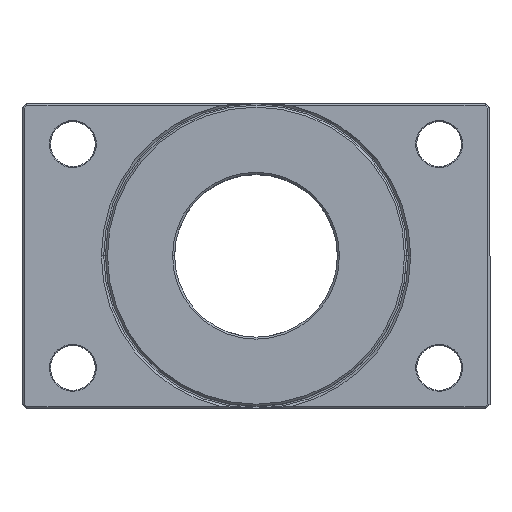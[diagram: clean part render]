
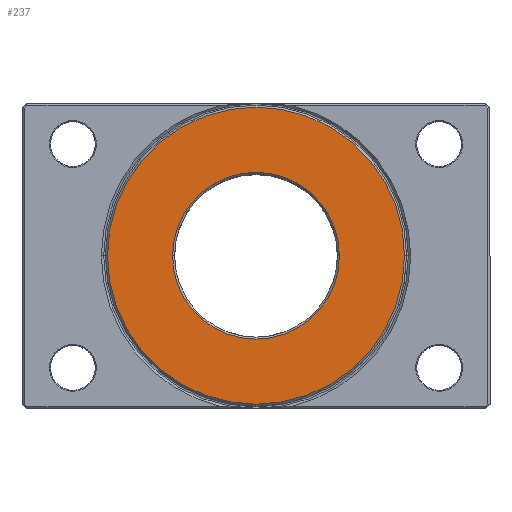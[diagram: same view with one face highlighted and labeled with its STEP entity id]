
A CAD part, top view. The second image highlights one B-rep face of the part: STEP entity #237.
In plain terms, the highlighted planar face has unit normal (0, 0, 1).
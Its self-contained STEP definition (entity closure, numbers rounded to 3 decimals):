
#66 = CIRCLE ( 'NONE', #751, 73. ) ;
#101 = DIRECTION ( 'NONE',  ( 1., 0., 0. ) ) ;
#126 = DIRECTION ( 'NONE',  ( 0., 0., -1. ) ) ;
#205 = PLANE ( 'NONE',  #1384 ) ;
#217 = CARTESIAN_POINT ( 'NONE',  ( 0., 0., 100. ) ) ;
#232 = DIRECTION ( 'NONE',  ( 0., 0., 1. ) ) ;
#237 = ADVANCED_FACE ( 'NONE', ( #400, #2119 ), #205, .T. ) ;
#255 = CARTESIAN_POINT ( 'NONE',  ( 0., 0., 100. ) ) ;
#400 = FACE_BOUND ( 'NONE', #1680, .T. ) ;
#492 = EDGE_CURVE ( 'NONE', #727, #552, #1559, .T. ) ;
#496 = ORIENTED_EDGE ( 'NONE', *, *, #716, .T. ) ;
#552 = VERTEX_POINT ( 'NONE', #1628 ) ;
#554 = CARTESIAN_POINT ( 'NONE',  ( 73., 0., 100. ) ) ;
#716 = EDGE_CURVE ( 'NONE', #810, #997, #1400, .T. ) ;
#727 = VERTEX_POINT ( 'NONE', #1439 ) ;
#739 = ORIENTED_EDGE ( 'NONE', *, *, #492, .T. ) ;
#751 = AXIS2_PLACEMENT_3D ( 'NONE', #2080, #1765, #1105 ) ;
#806 = ORIENTED_EDGE ( 'NONE', *, *, #1582, .T. ) ;
#810 = VERTEX_POINT ( 'NONE', #1095 ) ;
#836 = EDGE_LOOP ( 'NONE', ( #496, #806 ) ) ;
#997 = VERTEX_POINT ( 'NONE', #554 ) ;
#1095 = CARTESIAN_POINT ( 'NONE',  ( -73., 0., 100. ) ) ;
#1105 = DIRECTION ( 'NONE',  ( 1., 0., 0. ) ) ;
#1180 = AXIS2_PLACEMENT_3D ( 'NONE', #1690, #2014, #1195 ) ;
#1195 = DIRECTION ( 'NONE',  ( 1., 0., 0. ) ) ;
#1313 = ORIENTED_EDGE ( 'NONE', *, *, #1790, .T. ) ;
#1384 = AXIS2_PLACEMENT_3D ( 'NONE', #217, #1399, #1887 ) ;
#1399 = DIRECTION ( 'NONE',  ( 0., 0., 1. ) ) ;
#1400 = CIRCLE ( 'NONE', #1595, 73. ) ;
#1439 = CARTESIAN_POINT ( 'NONE',  ( 41., 0., 100. ) ) ;
#1442 = AXIS2_PLACEMENT_3D ( 'NONE', #1779, #126, #101 ) ;
#1559 = CIRCLE ( 'NONE', #1442, 41. ) ;
#1582 = EDGE_CURVE ( 'NONE', #997, #810, #66, .T. ) ;
#1595 = AXIS2_PLACEMENT_3D ( 'NONE', #255, #232, #1919 ) ;
#1628 = CARTESIAN_POINT ( 'NONE',  ( -41., 0., 100. ) ) ;
#1680 = EDGE_LOOP ( 'NONE', ( #739, #1313 ) ) ;
#1690 = CARTESIAN_POINT ( 'NONE',  ( 0., 0., 100. ) ) ;
#1750 = CIRCLE ( 'NONE', #1180, 41. ) ;
#1765 = DIRECTION ( 'NONE',  ( 0., 0., 1. ) ) ;
#1779 = CARTESIAN_POINT ( 'NONE',  ( 0., 0., 100. ) ) ;
#1790 = EDGE_CURVE ( 'NONE', #552, #727, #1750, .T. ) ;
#1887 = DIRECTION ( 'NONE',  ( 1., 0., 0. ) ) ;
#1919 = DIRECTION ( 'NONE',  ( 1., 0., 0. ) ) ;
#2014 = DIRECTION ( 'NONE',  ( 0., 0., -1. ) ) ;
#2080 = CARTESIAN_POINT ( 'NONE',  ( 0., 0., 100. ) ) ;
#2119 = FACE_OUTER_BOUND ( 'NONE', #836, .T. ) ;
